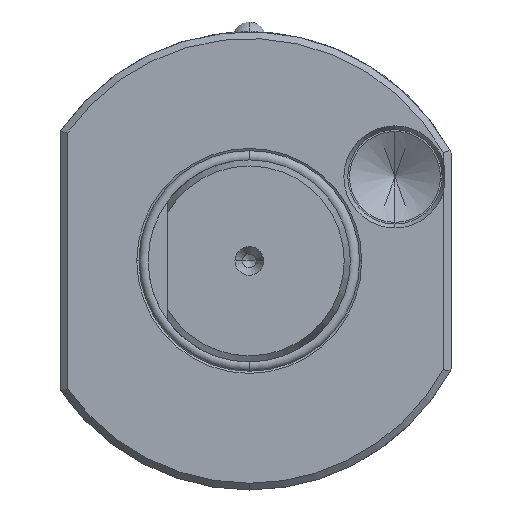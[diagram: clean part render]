
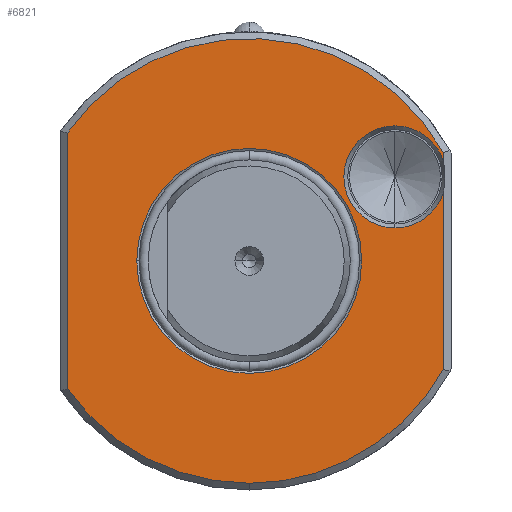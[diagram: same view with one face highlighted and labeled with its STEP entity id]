
A CAD part, left-side view. The second image highlights one B-rep face of the part: STEP entity #6821.
In plain terms, the highlighted planar face has unit normal (-1, 0, 0).
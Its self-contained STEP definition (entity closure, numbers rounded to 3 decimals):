
#14 = AXIS2_PLACEMENT_3D ( 'NONE', #38881, #38868, #38883 ) ;
#29 = AXIS2_PLACEMENT_3D ( 'NONE', #38439, #38440, #38427 ) ;
#31 = AXIS2_PLACEMENT_3D ( 'NONE', #38214, #38207, #38189 ) ;
#39 = AXIS2_PLACEMENT_3D ( 'NONE', #38151, #38179, #38155 ) ;
#231 = DIRECTION ( 'NONE',  ( 0., 0., 1. ) ) ;
#252 = DIRECTION ( 'NONE',  ( -1., 0., 0. ) ) ;
#258 = PLANE ( 'NONE',  #1093 ) ;
#276 = CARTESIAN_POINT ( 'NONE',  ( 2., 15., 0. ) ) ;
#1093 = AXIS2_PLACEMENT_3D ( 'NONE', #276, #252, #231 ) ;
#1100 = AXIS2_PLACEMENT_3D ( 'NONE', #21623, #21649, #21619 ) ;
#1143 = AXIS2_PLACEMENT_3D ( 'NONE', #21963, #21964, #21972 ) ;
#1177 = AXIS2_PLACEMENT_3D ( 'NONE', #21924, #21907, #21895 ) ;
#1268 = AXIS2_PLACEMENT_3D ( 'NONE', #36816, #36826, #36827 ) ;
#6821 = ADVANCED_FACE ( 'NONE', ( #40238, #40278 ), #258, .T. ) ;
#11009 = CARTESIAN_POINT ( 'NONE',  ( 2., -28.8, 0. ) ) ;
#11038 = DIRECTION ( 'NONE',  ( 0., 0., 1. ) ) ;
#20318 = EDGE_CURVE ( 'NONE', #22913, #22882, #40286, .T. ) ;
#20351 = EDGE_CURVE ( 'NONE', #22969, #22908, #40401, .T. ) ;
#20369 = EDGE_CURVE ( 'NONE', #22862, #22858, #40446, .T. ) ;
#21619 = DIRECTION ( 'NONE',  ( 0., 0., 1. ) ) ;
#21623 = CARTESIAN_POINT ( 'NONE',  ( 2., -21.62, 12.47 ) ) ;
#21649 = DIRECTION ( 'NONE',  ( 1., 0., 0. ) ) ;
#21895 = DIRECTION ( 'NONE',  ( 0., 0., 1. ) ) ;
#21907 = DIRECTION ( 'NONE',  ( 1., 0., 0. ) ) ;
#21924 = CARTESIAN_POINT ( 'NONE',  ( 2., -21.62, 12.47 ) ) ;
#21963 = CARTESIAN_POINT ( 'NONE',  ( 2., 0., 0. ) ) ;
#21964 = DIRECTION ( 'NONE',  ( 1., 0., 0. ) ) ;
#21972 = DIRECTION ( 'NONE',  ( 0., 1., 0. ) ) ;
#22354 = EDGE_LOOP ( 'NONE', ( #34645, #34601 ) ) ;
#22415 = EDGE_LOOP ( 'NONE', ( #34588, #34562, #34538, #34611, #34593, #34531, #34525, #34596, #34592 ) ) ;
#22858 = VERTEX_POINT ( 'NONE', #27421 ) ;
#22862 = VERTEX_POINT ( 'NONE', #27445 ) ;
#22882 = VERTEX_POINT ( 'NONE', #27466 ) ;
#22908 = VERTEX_POINT ( 'NONE', #27505 ) ;
#22913 = VERTEX_POINT ( 'NONE', #27501 ) ;
#22969 = VERTEX_POINT ( 'NONE', #27526 ) ;
#23013 = VERTEX_POINT ( 'NONE', #27625 ) ;
#23018 = VERTEX_POINT ( 'NONE', #27624 ) ;
#23233 = VERTEX_POINT ( 'NONE', #37189 ) ;
#23274 = VERTEX_POINT ( 'NONE', #37216 ) ;
#23352 = VERTEX_POINT ( 'NONE', #37235 ) ;
#26195 = EDGE_CURVE ( 'NONE', #23013, #23018, #36127, .T. ) ;
#26406 = EDGE_CURVE ( 'NONE', #23018, #22913, #35501, .T. ) ;
#26421 = EDGE_CURVE ( 'NONE', #22858, #22862, #40072, .T. ) ;
#26448 = EDGE_CURVE ( 'NONE', #22908, #23352, #39902, .T. ) ;
#26458 = EDGE_CURVE ( 'NONE', #23233, #23274, #39919, .T. ) ;
#26470 = EDGE_CURVE ( 'NONE', #22882, #22969, #39915, .T. ) ;
#26478 = EDGE_CURVE ( 'NONE', #23274, #23013, #39895, .T. ) ;
#26500 = EDGE_CURVE ( 'NONE', #23352, #23233, #39975, .T. ) ;
#27421 = CARTESIAN_POINT ( 'NONE',  ( 2., 16.69, 0. ) ) ;
#27445 = CARTESIAN_POINT ( 'NONE',  ( 2., -16.69, 0. ) ) ;
#27466 = CARTESIAN_POINT ( 'NONE',  ( 2., -21.62, 4.893 ) ) ;
#27501 = CARTESIAN_POINT ( 'NONE',  ( 2., -28.8, 10.048 ) ) ;
#27505 = CARTESIAN_POINT ( 'NONE',  ( 2., -28.8, 14.892 ) ) ;
#27526 = CARTESIAN_POINT ( 'NONE',  ( 2., -21.62, 20.047 ) ) ;
#27624 = CARTESIAN_POINT ( 'NONE',  ( 2., -28.8, -16.111 ) ) ;
#27625 = CARTESIAN_POINT ( 'NONE',  ( 2., 0., -33. ) ) ;
#34525 = ORIENTED_EDGE ( 'NONE', *, *, #26448, .T. ) ;
#34531 = ORIENTED_EDGE ( 'NONE', *, *, #20351, .T. ) ;
#34538 = ORIENTED_EDGE ( 'NONE', *, *, #26406, .T. ) ;
#34562 = ORIENTED_EDGE ( 'NONE', *, *, #26195, .T. ) ;
#34588 = ORIENTED_EDGE ( 'NONE', *, *, #26478, .T. ) ;
#34592 = ORIENTED_EDGE ( 'NONE', *, *, #26458, .T. ) ;
#34593 = ORIENTED_EDGE ( 'NONE', *, *, #26470, .T. ) ;
#34596 = ORIENTED_EDGE ( 'NONE', *, *, #26500, .T. ) ;
#34601 = ORIENTED_EDGE ( 'NONE', *, *, #26421, .T. ) ;
#34611 = ORIENTED_EDGE ( 'NONE', *, *, #20318, .T. ) ;
#34645 = ORIENTED_EDGE ( 'NONE', *, *, #20369, .T. ) ;
#35429 = VECTOR ( 'NONE', #11038, 1000. ) ;
#35501 = LINE ( 'NONE', #11009, #35429 ) ;
#36127 = CIRCLE ( 'NONE', #1268, 33. ) ;
#36816 = CARTESIAN_POINT ( 'NONE',  ( 2., 0., 0. ) ) ;
#36826 = DIRECTION ( 'NONE',  ( -1., 0., 0. ) ) ;
#36827 = DIRECTION ( 'NONE',  ( 0., 0., 1. ) ) ;
#37189 = CARTESIAN_POINT ( 'NONE',  ( 2., 27., 18.974 ) ) ;
#37216 = CARTESIAN_POINT ( 'NONE',  ( 2., 27., -18.974 ) ) ;
#37235 = CARTESIAN_POINT ( 'NONE',  ( 2., -28.8, 16.111 ) ) ;
#37859 = CARTESIAN_POINT ( 'NONE',  ( 2., -28.8, 0. ) ) ;
#37889 = DIRECTION ( 'NONE',  ( 0., 0., 1. ) ) ;
#37929 = DIRECTION ( 'NONE',  ( 0., 0., -1. ) ) ;
#37945 = CARTESIAN_POINT ( 'NONE',  ( 2., 27., 0. ) ) ;
#38151 = CARTESIAN_POINT ( 'NONE',  ( 2., -21.62, 12.47 ) ) ;
#38155 = DIRECTION ( 'NONE',  ( 0., 0., 1. ) ) ;
#38179 = DIRECTION ( 'NONE',  ( 1., 0., 0. ) ) ;
#38189 = DIRECTION ( 'NONE',  ( 0., 0., 1. ) ) ;
#38207 = DIRECTION ( 'NONE',  ( -1., 0., 0. ) ) ;
#38214 = CARTESIAN_POINT ( 'NONE',  ( 2., 0., 0. ) ) ;
#38427 = DIRECTION ( 'NONE',  ( 0., 0., 1. ) ) ;
#38439 = CARTESIAN_POINT ( 'NONE',  ( 2., 0., 0. ) ) ;
#38440 = DIRECTION ( 'NONE',  ( -1., 0., 0. ) ) ;
#38868 = DIRECTION ( 'NONE',  ( 1., 0., 0. ) ) ;
#38881 = CARTESIAN_POINT ( 'NONE',  ( 2., 0., 0. ) ) ;
#38883 = DIRECTION ( 'NONE',  ( 0., 1., 0. ) ) ;
#39895 = CIRCLE ( 'NONE', #31, 33. ) ;
#39902 = LINE ( 'NONE', #37859, #39906 ) ;
#39906 = VECTOR ( 'NONE', #37889, 1000. ) ;
#39915 = CIRCLE ( 'NONE', #39, 7.577 ) ;
#39919 = LINE ( 'NONE', #37945, #39922 ) ;
#39922 = VECTOR ( 'NONE', #37929, 1000. ) ;
#39975 = CIRCLE ( 'NONE', #29, 33. ) ;
#40072 = CIRCLE ( 'NONE', #14, 16.69 ) ;
#40238 = FACE_OUTER_BOUND ( 'NONE', #22415, .T. ) ;
#40278 = FACE_BOUND ( 'NONE', #22354, .T. ) ;
#40286 = CIRCLE ( 'NONE', #1100, 7.577 ) ;
#40401 = CIRCLE ( 'NONE', #1177, 7.577 ) ;
#40446 = CIRCLE ( 'NONE', #1143, 16.69 ) ;
